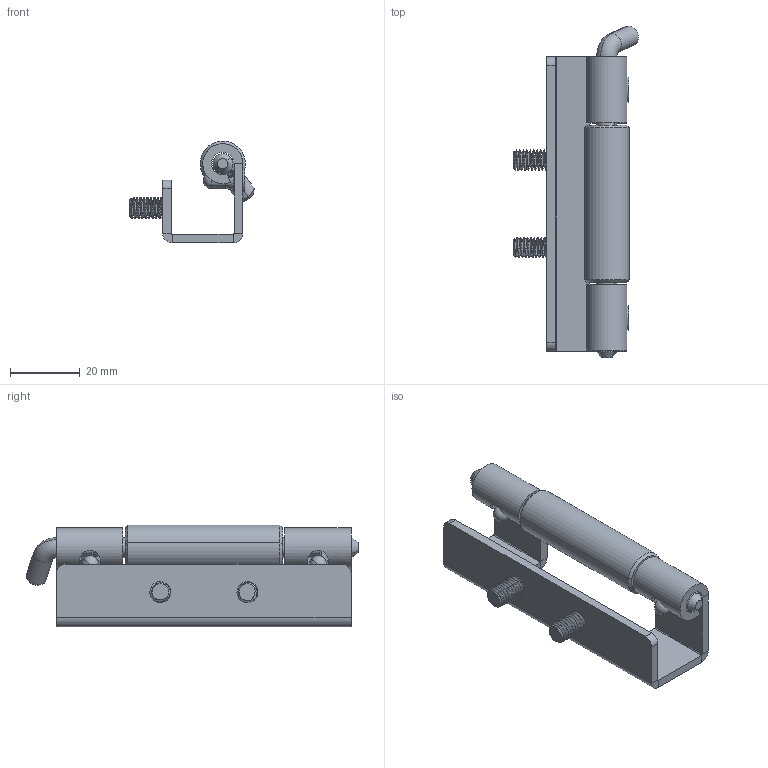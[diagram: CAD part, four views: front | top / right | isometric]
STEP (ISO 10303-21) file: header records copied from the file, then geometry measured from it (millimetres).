
FILE_DESCRIPTION (( 'STEP AP203' ), '1' );
FILE_NAME ('MG09.2.1.V1.2 CINKO.STEP', '2022-07-29T08:02:25', ( '' ), ( '' ), 'SwSTEP 2.0', 'SolidWorks 2021', '' );
FILE_SCHEMA (( 'CONFIG_CONTROL_DESIGN' ));
Products named in the file (1): MG09.2.1.V1.2 CINKO
Bounding box: 35.82 x 95.33 x 29.25 mm (x, y, z)
Surface area: 14265.5 mm2 (no closed solid volume)
Topology: 0 solids, 13 shells, 223 faces, 562 edges, 341 vertices
Faces by surface type: cylinder 79, bspline 65, plane 52, cone 21, sphere 4, torus 2
Entity records: 28423 total; most frequent: CARTESIAN_POINT 23896, ORIENTED_EDGE 980, DIRECTION 789, EDGE_CURVE 554, VERTEX_POINT 337, AXIS2_PLACEMENT_3D 306, EDGE_LOOP 237, FACE_OUTER_BOUND 223
